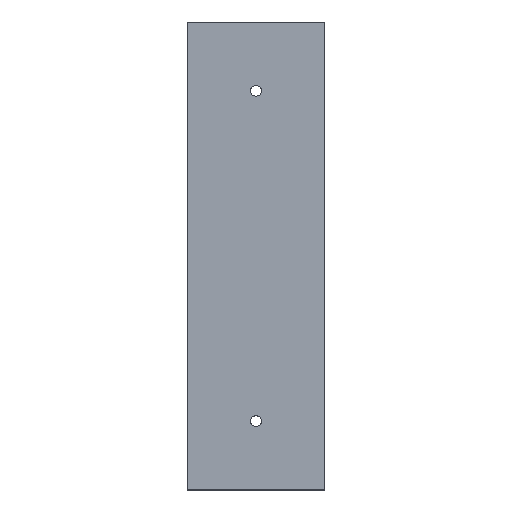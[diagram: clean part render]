
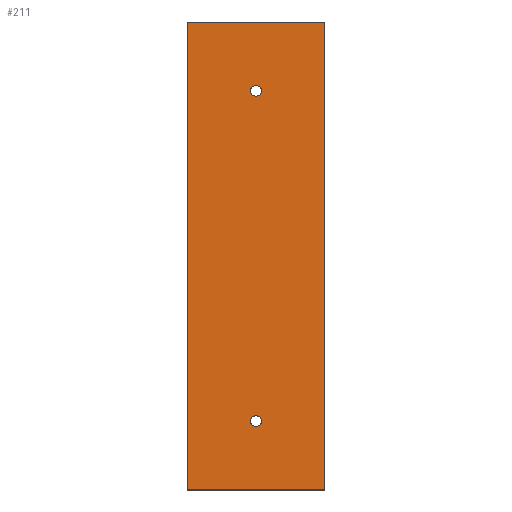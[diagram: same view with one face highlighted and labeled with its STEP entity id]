
A CAD part, top view. The second image highlights one B-rep face of the part: STEP entity #211.
In plain terms, the highlighted planar face has unit normal (0, 0, 1).
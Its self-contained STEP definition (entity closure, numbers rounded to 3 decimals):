
#47=AXIS2_PLACEMENT_3D('Circle Axis2P3D',#45,#46,$) ;
#140=AXIS2_PLACEMENT_3D('Circle Axis2P3D',#138,#139,$) ;
#153=AXIS2_PLACEMENT_3D('Plane Axis2P3D',#150,#151,#152) ;
#191=AXIS2_PLACEMENT_3D('Circle Axis2P3D',#189,#190,$) ;
#200=AXIS2_PLACEMENT_3D('Circle Axis2P3D',#198,#199,$) ;
#40=CARTESIAN_POINT('Vertex',(-1.,30.,14.402)) ;
#45=CARTESIAN_POINT('Axis2P3D Location',(0.,30.,14.402)) ;
#49=CARTESIAN_POINT('Vertex',(1.,30.,14.402)) ;
#138=CARTESIAN_POINT('Axis2P3D Location',(0.,30.,14.402)) ;
#150=CARTESIAN_POINT('Axis2P3D Location',(0.,42.5,14.402)) ;
#155=CARTESIAN_POINT('Line Origine',(0.,42.5,14.402)) ;
#159=CARTESIAN_POINT('Vertex',(-12.5,42.5,14.402)) ;
#161=CARTESIAN_POINT('Vertex',(12.5,42.5,14.402)) ;
#164=CARTESIAN_POINT('Line Origine',(-12.5,0.,14.402)) ;
#168=CARTESIAN_POINT('Vertex',(-12.5,-42.5,14.402)) ;
#171=CARTESIAN_POINT('Line Origine',(0.,-42.5,14.402)) ;
#175=CARTESIAN_POINT('Vertex',(12.5,-42.5,14.402)) ;
#178=CARTESIAN_POINT('Line Origine',(12.5,0.,14.402)) ;
#189=CARTESIAN_POINT('Axis2P3D Location',(0.,-30.,14.402)) ;
#193=CARTESIAN_POINT('Vertex',(-1.,-30.,14.402)) ;
#195=CARTESIAN_POINT('Vertex',(1.,-30.,14.402)) ;
#198=CARTESIAN_POINT('Axis2P3D Location',(0.,-30.,14.402)) ;
#46=DIRECTION('Axis2P3D Direction',(0.,-0.,1.)) ;
#139=DIRECTION('Axis2P3D Direction',(0.,-0.,1.)) ;
#151=DIRECTION('Axis2P3D Direction',(-0.,0.,1.)) ;
#152=DIRECTION('Axis2P3D XDirection',(0.,-1.,0.)) ;
#156=DIRECTION('Vector Direction',(1.,0.,0.)) ;
#165=DIRECTION('Vector Direction',(0.,-1.,0.)) ;
#172=DIRECTION('Vector Direction',(1.,0.,0.)) ;
#179=DIRECTION('Vector Direction',(0.,-1.,0.)) ;
#190=DIRECTION('Axis2P3D Direction',(-0.,0.,1.)) ;
#199=DIRECTION('Axis2P3D Direction',(-0.,0.,1.)) ;
#157=VECTOR('Line Direction',#156,1.) ;
#166=VECTOR('Line Direction',#165,1.) ;
#173=VECTOR('Line Direction',#172,1.) ;
#180=VECTOR('Line Direction',#179,1.) ;
#184=ORIENTED_EDGE('',*,*,#163,.F.) ;
#185=ORIENTED_EDGE('',*,*,#170,.T.) ;
#186=ORIENTED_EDGE('',*,*,#177,.T.) ;
#187=ORIENTED_EDGE('',*,*,#182,.F.) ;
#204=ORIENTED_EDGE('',*,*,#197,.F.) ;
#205=ORIENTED_EDGE('',*,*,#202,.F.) ;
#208=ORIENTED_EDGE('',*,*,#142,.F.) ;
#209=ORIENTED_EDGE('',*,*,#51,.F.) ;
#206=FACE_BOUND('',#203,.T.) ;
#210=FACE_BOUND('',#207,.T.) ;
#211=ADVANCED_FACE('Platte_(2x)',(#188,#206,#210),#154,.T.) ;
#48=CIRCLE('generated circle',#47,1.) ;
#141=CIRCLE('generated circle',#140,1.) ;
#192=CIRCLE('generated circle',#191,1.) ;
#201=CIRCLE('generated circle',#200,1.) ;
#51=EDGE_CURVE('',#41,#50,#48,.T.) ;
#142=EDGE_CURVE('',#50,#41,#141,.T.) ;
#163=EDGE_CURVE('',#160,#162,#158,.T.) ;
#170=EDGE_CURVE('',#160,#169,#167,.T.) ;
#177=EDGE_CURVE('',#169,#176,#174,.T.) ;
#182=EDGE_CURVE('',#162,#176,#181,.T.) ;
#197=EDGE_CURVE('',#194,#196,#192,.T.) ;
#202=EDGE_CURVE('',#196,#194,#201,.T.) ;
#183=EDGE_LOOP('',(#184,#185,#186,#187)) ;
#203=EDGE_LOOP('',(#204,#205)) ;
#207=EDGE_LOOP('',(#208,#209)) ;
#188=FACE_OUTER_BOUND('',#183,.T.) ;
#158=LINE('Line',#155,#157) ;
#167=LINE('Line',#164,#166) ;
#174=LINE('Line',#171,#173) ;
#181=LINE('Line',#178,#180) ;
#154=PLANE('',#153) ;
#41=VERTEX_POINT('',#40) ;
#50=VERTEX_POINT('',#49) ;
#160=VERTEX_POINT('',#159) ;
#162=VERTEX_POINT('',#161) ;
#169=VERTEX_POINT('',#168) ;
#176=VERTEX_POINT('',#175) ;
#194=VERTEX_POINT('',#193) ;
#196=VERTEX_POINT('',#195) ;
